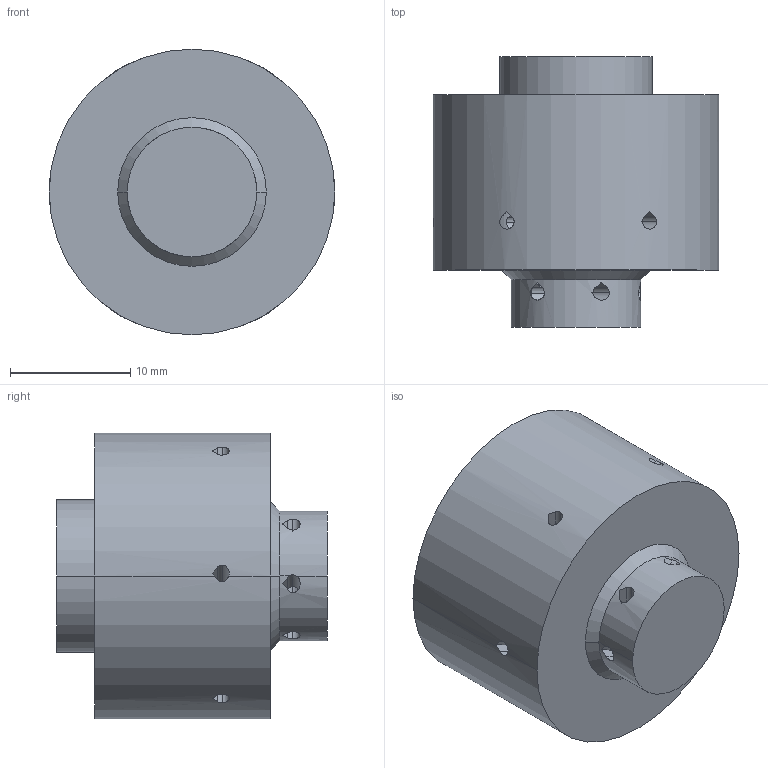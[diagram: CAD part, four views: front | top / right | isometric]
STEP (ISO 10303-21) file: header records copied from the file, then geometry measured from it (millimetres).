
FILE_DESCRIPTION (( 'STEP AP214' ), '1' );
FILE_NAME ('test swirler additive 1.STEP', '2023-06-30T01:48:04', ( '' ), ( '' ), 'SwSTEP 2.0', 'SolidWorks 2021', '' );
FILE_SCHEMA (( 'AUTOMOTIVE_DESIGN' ));
Length unit declared in the file: inch
Products named in the file (1): test swirler additive 1
Bounding box: 23.81 x 22.54 x 23.81 mm (x, y, z)
Volume: 5454.6 mm3; surface area: 3853.3 mm2
Topology: 1 solids, 1 shells, 99 faces, 272 edges, 174 vertices
Faces by surface type: cylinder 58, plane 33, cone 8
Entity records: 3622 total; most frequent: CARTESIAN_POINT 1290, ORIENTED_EDGE 544, DIRECTION 390, EDGE_CURVE 272, VERTEX_POINT 174, AXIS2_PLACEMENT_3D 146, EDGE_LOOP 122, ADVANCED_FACE 99
